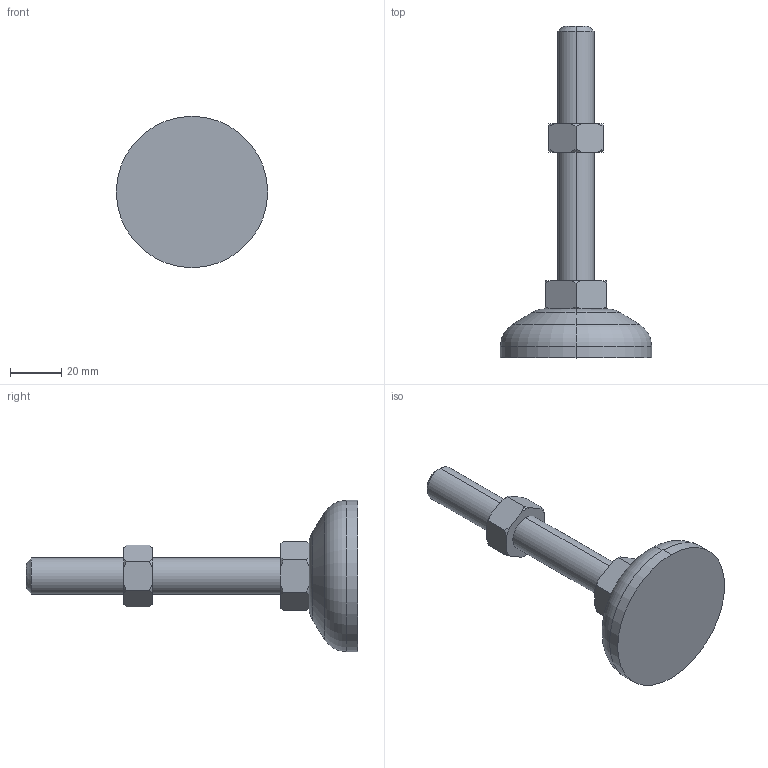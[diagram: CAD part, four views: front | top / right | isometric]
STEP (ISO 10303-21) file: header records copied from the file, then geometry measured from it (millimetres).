
FILE_DESCRIPTION (( 'STEP AP214' ), '1' );
FILE_NAME ('A331 Îïîðà ðåãóëèðóåìàÿ Ô60 Ì14õ130.STEP', '2019-05-24T07:54:41', ( 'Windows User' ), ( '' ), 'SwSTEP 2.0', 'SolidWorks 2018', '' );
FILE_SCHEMA (( 'AUTOMOTIVE_DESIGN' ));
Length unit declared in the file: millimetre
Products named in the file (1): A331 Îïîðà ðåãóëèðóåìàÿ Ô60 Ì14õ130
Bounding box: 58.8 x 129 x 58.8 mm (x, y, z)
Volume: 63414.4 mm3; surface area: 13349.4 mm2
Topology: 1 solids, 1 shells, 65 faces, 167 edges, 107 vertices
Faces by surface type: cone 32, plane 23, cylinder 6, torus 4
Entity records: 2160 total; most frequent: CARTESIAN_POINT 568, ORIENTED_EDGE 334, DIRECTION 296, EDGE_CURVE 167, AXIS2_PLACEMENT_3D 123, VERTEX_POINT 107, EDGE_LOOP 68, FACE_OUTER_BOUND 65
